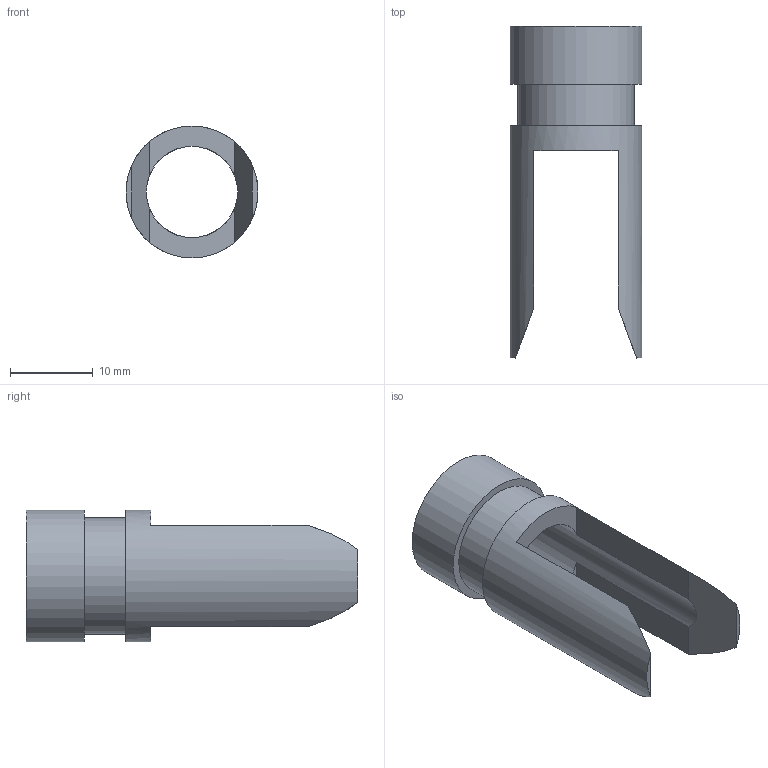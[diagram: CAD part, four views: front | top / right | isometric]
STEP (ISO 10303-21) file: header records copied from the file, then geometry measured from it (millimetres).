
FILE_DESCRIPTION(('STEP AP203'),'1');
FILE_NAME('mdc13501 (1).stp','2023-01-10T07:38:26',(' '),(' '),'Spatial InterOp 3D',' ',' ');
FILE_SCHEMA(('CONFIG_CONTROL_DESIGN'));
Length unit declared in the file: millimetre
Products named in the file (1): mdc13501
Bounding box: 15.9 x 40 x 15.9 mm (x, y, z)
Volume: 2326.2 mm3; surface area: 2728.4 mm2
Topology: 1 solids, 1 shells, 18 faces, 46 edges, 31 vertices
Faces by surface type: plane 13, cylinder 4, cone 1
Full cylindrical faces by diameter (mm): 11 x1, 14 x1, 15.9 x2
Entity records: 590 total; most frequent: CARTESIAN_POINT 119, DIRECTION 82, ORIENTED_EDGE 78, EDGE_CURVE 39, AXIS2_PLACEMENT_3D 32, VERTEX_POINT 29, EDGE_LOOP 26, FACE_OUTER_BOUND 22
